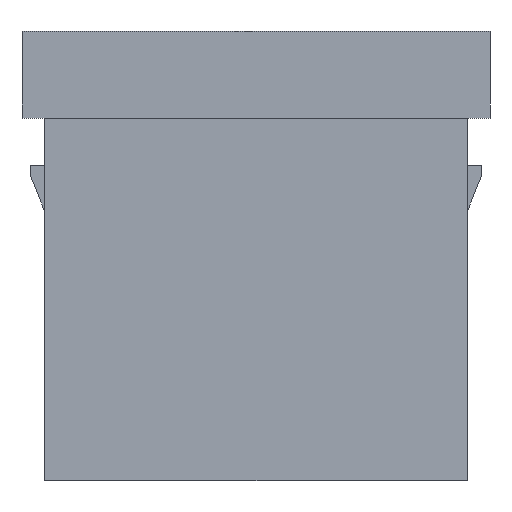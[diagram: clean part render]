
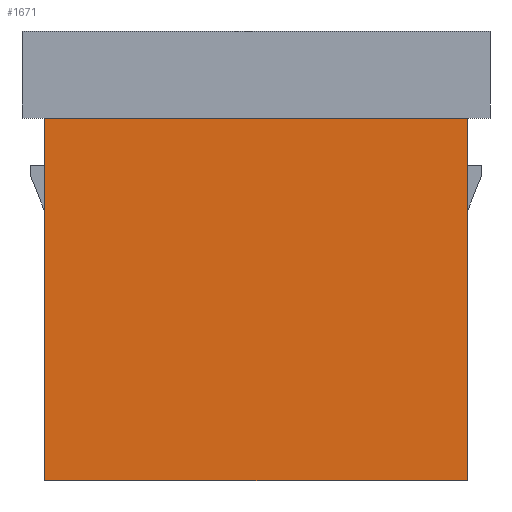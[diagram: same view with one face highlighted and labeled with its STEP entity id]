
A CAD part, left-side view. The second image highlights one B-rep face of the part: STEP entity #1671.
In plain terms, the highlighted planar face has unit normal (-1, 0, 0).
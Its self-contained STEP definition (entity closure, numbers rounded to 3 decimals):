
#1651=AXIS2_PLACEMENT_3D('Plane Axis2P3D',#1648,#1649,#1650) ;
#1519=CARTESIAN_POINT('Vertex',(2.2,42.6,34.7)) ;
#1522=CARTESIAN_POINT('Line Origine',(2.2,22.4,34.7)) ;
#1526=CARTESIAN_POINT('Vertex',(2.2,2.2,34.7)) ;
#1550=CARTESIAN_POINT('Vertex',(2.2,2.2,0.)) ;
#1560=CARTESIAN_POINT('Line Origine',(2.2,2.2,17.35)) ;
#1648=CARTESIAN_POINT('Axis2P3D Location',(2.2,42.6,34.7)) ;
#1653=CARTESIAN_POINT('Line Origine',(2.2,22.4,0.)) ;
#1657=CARTESIAN_POINT('Vertex',(2.2,42.6,0.)) ;
#1660=CARTESIAN_POINT('Line Origine',(2.2,42.6,17.35)) ;
#1523=DIRECTION('Vector Direction',(0.,-1.,0.)) ;
#1561=DIRECTION('Vector Direction',(0.,0.,-1.)) ;
#1649=DIRECTION('Axis2P3D Direction',(1.,0.,0.)) ;
#1650=DIRECTION('Axis2P3D XDirection',(0.,-1.,0.)) ;
#1654=DIRECTION('Vector Direction',(0.,-1.,0.)) ;
#1661=DIRECTION('Vector Direction',(0.,0.,-1.)) ;
#1524=VECTOR('Line Direction',#1523,1.) ;
#1562=VECTOR('Line Direction',#1561,1.) ;
#1655=VECTOR('Line Direction',#1654,1.) ;
#1662=VECTOR('Line Direction',#1661,1.) ;
#1666=ORIENTED_EDGE('',*,*,#1659,.T.) ;
#1667=ORIENTED_EDGE('',*,*,#1564,.F.) ;
#1668=ORIENTED_EDGE('',*,*,#1528,.F.) ;
#1669=ORIENTED_EDGE('',*,*,#1664,.T.) ;
#1671=ADVANCED_FACE('Hauptkoerper',(#1670),#1652,.F.) ;
#1528=EDGE_CURVE('',#1520,#1527,#1525,.T.) ;
#1564=EDGE_CURVE('',#1527,#1551,#1563,.T.) ;
#1659=EDGE_CURVE('',#1658,#1551,#1656,.T.) ;
#1664=EDGE_CURVE('',#1520,#1658,#1663,.T.) ;
#1665=EDGE_LOOP('',(#1666,#1667,#1668,#1669)) ;
#1670=FACE_OUTER_BOUND('',#1665,.T.) ;
#1525=LINE('Line',#1522,#1524) ;
#1563=LINE('Line',#1560,#1562) ;
#1656=LINE('Line',#1653,#1655) ;
#1663=LINE('Line',#1660,#1662) ;
#1652=PLANE('',#1651) ;
#1520=VERTEX_POINT('',#1519) ;
#1527=VERTEX_POINT('',#1526) ;
#1551=VERTEX_POINT('',#1550) ;
#1658=VERTEX_POINT('',#1657) ;
